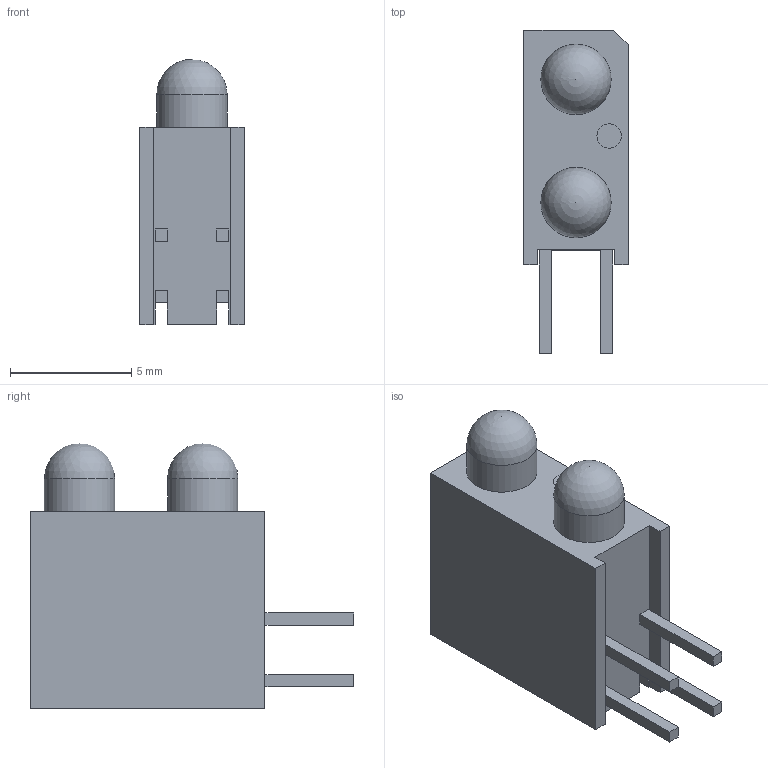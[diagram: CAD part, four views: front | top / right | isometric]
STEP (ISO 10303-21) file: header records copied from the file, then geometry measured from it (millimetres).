
FILE_DESCRIPTION(/* description */ ('FreeCAD Model','CAx-IF Rec.Pracs.---Representation and Presentation of Product Manufacturing Information (PMI)---4.0---2014-10-13'),/* implementation_level */ '2;1');
FILE_NAME(/* name */ '',/* time_stamp */ '2025-06-12T15:06:00+08:00',/* author */ (''),/* organization */ (''),/* preprocessor_version */ 'ST-DEVELOPER v20',/* originating_system */ 'Autodesk Translation Framework v13.20.0.188',/* authorisation */ '');
FILE_SCHEMA (('AP242_MANAGED_MODEL_BASED_3D_ENGINEERING_MIM_LF { 1 0 10303 442 1 1 4 }'));
Length unit declared in the file: millimetre
Products named in the file (1): User_Library-L-7104MD-2GD
Bounding box: 4.3 x 13.33 x 10.93 mm (x, y, z)
Volume: 347 mm3; surface area: 415.4 mm2
Topology: 1 solids, 1 shells, 43 faces, 108 edges, 70 vertices
Faces by surface type: plane 38, cylinder 3, sphere 2
Full cylindrical faces by diameter (mm): 1 x1, 2.9 x2
Entity records: 1363 total; most frequent: CARTESIAN_POINT 220, ORIENTED_EDGE 212, DIRECTION 202, EDGE_CURVE 106, LINE 98, VECTOR 98, VERTEX_POINT 70, AXIS2_PLACEMENT_3D 52
